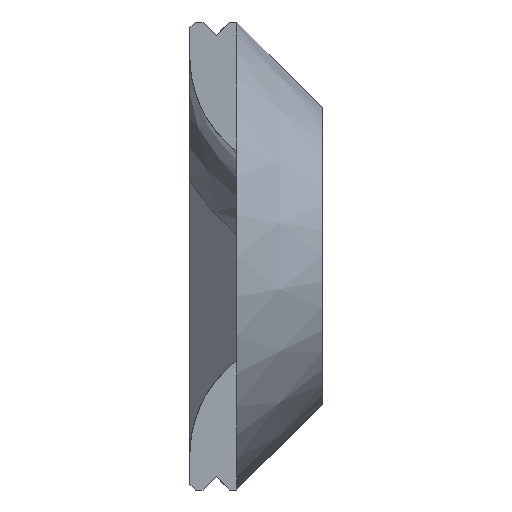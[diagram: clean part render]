
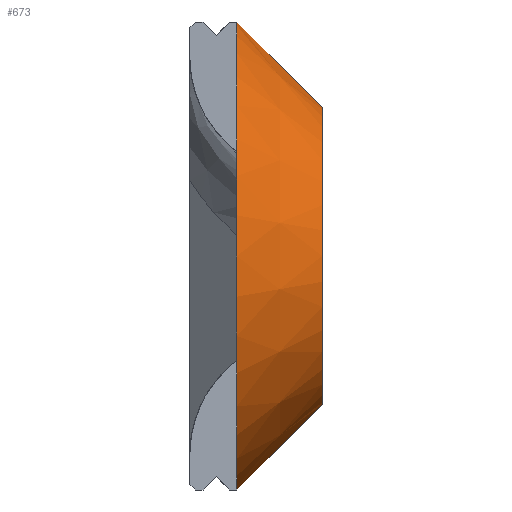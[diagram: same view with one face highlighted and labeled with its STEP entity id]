
A CAD part, left-side view. The second image highlights one B-rep face of the part: STEP entity #673.
In plain terms, the highlighted conical face has half-angle 45 degrees and reference radius 15.9 mm.
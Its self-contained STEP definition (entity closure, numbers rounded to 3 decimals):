
#62 = CARTESIAN_POINT ( 'NONE',  ( -29.681, 10.1, 0. ) ) ;
#101 = EDGE_CURVE ( 'NONE', #964, #1150, #1124, .T. ) ;
#122 = ORIENTED_EDGE ( 'NONE', *, *, #1571, .F. ) ;
#158 = EDGE_LOOP ( 'NONE', ( #1599, #122, #1534, #1925 ) ) ;
#319 = CARTESIAN_POINT ( 'NONE',  ( -29.681, -9.55, -0.55 ) ) ;
#350 = VECTOR ( 'NONE', #1383, 1000. ) ;
#440 = VERTEX_POINT ( 'NONE', #906 ) ;
#523 = DIRECTION ( 'NONE',  ( 0., -1., 0. ) ) ;
#673 = ADVANCED_FACE ( 'NONE', ( #1904 ), #1305, .T. ) ;
#691 = DIRECTION ( 'NONE',  ( 0., 0., 1. ) ) ;
#789 = LINE ( 'NONE', #319, #1680 ) ;
#848 = CIRCLE ( 'NONE', #1801, 15.9 ) ;
#906 = CARTESIAN_POINT ( 'NONE',  ( -29.681, 15.9, 5.8 ) ) ;
#964 = VERTEX_POINT ( 'NONE', #62 ) ;
#993 = EDGE_CURVE ( 'NONE', #440, #1283, #848, .T. ) ;
#1031 = LINE ( 'NONE', #1968, #350 ) ;
#1059 = EDGE_CURVE ( 'NONE', #440, #964, #1031, .T. ) ;
#1077 = DIRECTION ( 'NONE',  ( 0., 0.707, -0.707 ) ) ;
#1124 = CIRCLE ( 'NONE', #1470, 10.1 ) ;
#1150 = VERTEX_POINT ( 'NONE', #2010 ) ;
#1151 = DIRECTION ( 'NONE',  ( 0., -1., 0. ) ) ;
#1198 = AXIS2_PLACEMENT_3D ( 'NONE', #1355, #1311, #523 ) ;
#1283 = VERTEX_POINT ( 'NONE', #1610 ) ;
#1305 = CONICAL_SURFACE ( 'NONE', #1198, 15.9, 0.785 ) ;
#1311 = DIRECTION ( 'NONE',  ( 0., 0., 1. ) ) ;
#1355 = CARTESIAN_POINT ( 'NONE',  ( -29.681, 0., 5.8 ) ) ;
#1383 = DIRECTION ( 'NONE',  ( 0., -0.707, -0.707 ) ) ;
#1470 = AXIS2_PLACEMENT_3D ( 'NONE', #1672, #2042, #1710 ) ;
#1534 = ORIENTED_EDGE ( 'NONE', *, *, #993, .F. ) ;
#1571 = EDGE_CURVE ( 'NONE', #1283, #1150, #789, .T. ) ;
#1599 = ORIENTED_EDGE ( 'NONE', *, *, #101, .T. ) ;
#1610 = CARTESIAN_POINT ( 'NONE',  ( -29.681, -15.9, 5.8 ) ) ;
#1672 = CARTESIAN_POINT ( 'NONE',  ( -29.681, 0., 0. ) ) ;
#1680 = VECTOR ( 'NONE', #1077, 1000. ) ;
#1710 = DIRECTION ( 'NONE',  ( 0., -1., 0. ) ) ;
#1792 = CARTESIAN_POINT ( 'NONE',  ( -29.681, 0., 5.8 ) ) ;
#1801 = AXIS2_PLACEMENT_3D ( 'NONE', #1792, #691, #1151 ) ;
#1904 = FACE_OUTER_BOUND ( 'NONE', #158, .T. ) ;
#1925 = ORIENTED_EDGE ( 'NONE', *, *, #1059, .T. ) ;
#1968 = CARTESIAN_POINT ( 'NONE',  ( -29.681, 9.55, -0.55 ) ) ;
#2010 = CARTESIAN_POINT ( 'NONE',  ( -29.681, -10.1, 0. ) ) ;
#2042 = DIRECTION ( 'NONE',  ( 0., 0., 1. ) ) ;
